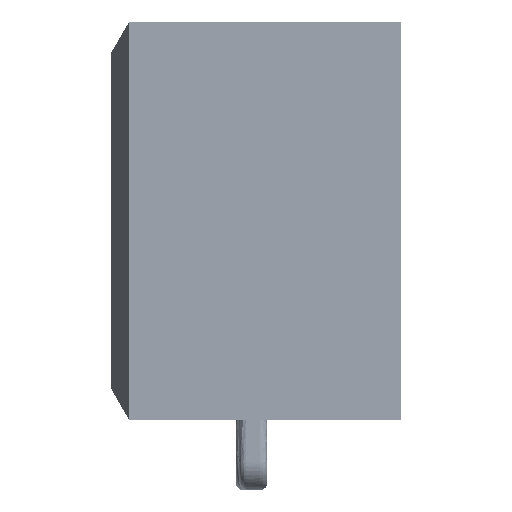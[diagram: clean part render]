
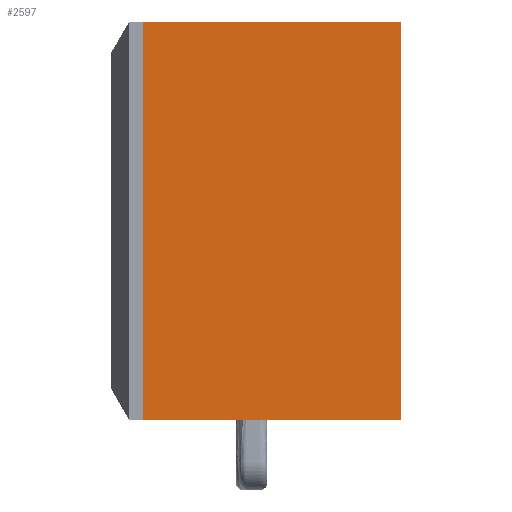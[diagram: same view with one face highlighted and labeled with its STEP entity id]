
A CAD part, left-side view. The second image highlights one B-rep face of the part: STEP entity #2597.
In plain terms, the highlighted free-form (B-spline) face has degree [1, 1] with [2, 2] control points.
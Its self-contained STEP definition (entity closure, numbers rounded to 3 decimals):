
#2597 = ADVANCED_FACE('',(#2598),#2628,.F.);
#2598 = FACE_BOUND('',#2599,.T.);
#2599 = EDGE_LOOP('',(#2600,#2609,#2616,#2623));
#2600 = ORIENTED_EDGE('',*,*,#2601,.T.);
#2601 = EDGE_CURVE('',#2602,#2604,#2606,.T.);
#2602 = VERTEX_POINT('',#2603);
#2603 = CARTESIAN_POINT('',(0.,0.,0.));
#2604 = VERTEX_POINT('',#2605);
#2605 = CARTESIAN_POINT('',(0.,0.,39.057));
#2606 = B_SPLINE_CURVE_WITH_KNOTS('',1,(#2607,#2608),.UNSPECIFIED.,.F.,
  .F.,(2,2),(-29.718,0.),.PIECEWISE_BEZIER_KNOTS.);
#2607 = CARTESIAN_POINT('',(0.,0.,0.));
#2608 = CARTESIAN_POINT('',(0.,0.,39.057));
#2609 = ORIENTED_EDGE('',*,*,#2610,.F.);
#2610 = EDGE_CURVE('',#2611,#2604,#2613,.T.);
#2611 = VERTEX_POINT('',#2612);
#2612 = CARTESIAN_POINT('',(0.,25.37,39.057));
#2613 = B_SPLINE_CURVE_WITH_KNOTS('',1,(#2614,#2615),.UNSPECIFIED.,.F.,
  .F.,(2,2),(-0.,19.304),.PIECEWISE_BEZIER_KNOTS.);
#2614 = CARTESIAN_POINT('',(0.,25.37,39.057));
#2615 = CARTESIAN_POINT('',(0.,0.,39.057));
#2616 = ORIENTED_EDGE('',*,*,#2617,.F.);
#2617 = EDGE_CURVE('',#2618,#2611,#2620,.T.);
#2618 = VERTEX_POINT('',#2619);
#2619 = CARTESIAN_POINT('',(0.,25.37,0.));
#2620 = B_SPLINE_CURVE_WITH_KNOTS('',1,(#2621,#2622),.UNSPECIFIED.,.F.,
  .F.,(2,2),(-29.718,0.),.PIECEWISE_BEZIER_KNOTS.);
#2621 = CARTESIAN_POINT('',(0.,25.37,0.));
#2622 = CARTESIAN_POINT('',(0.,25.37,39.057));
#2623 = ORIENTED_EDGE('',*,*,#2624,.T.);
#2624 = EDGE_CURVE('',#2618,#2602,#2625,.T.);
#2625 = B_SPLINE_CURVE_WITH_KNOTS('',1,(#2626,#2627),.UNSPECIFIED.,.F.,
  .F.,(2,2),(-0.,19.304),.PIECEWISE_BEZIER_KNOTS.);
#2626 = CARTESIAN_POINT('',(0.,25.37,0.));
#2627 = CARTESIAN_POINT('',(0.,0.,0.));
#2628 = B_SPLINE_SURFACE_WITH_KNOTS('',1,1,(
    (#2629,#2630)
    ,(#2631,#2632
    )),.UNSPECIFIED.,.F.,.F.,.F.,(2,2),(2,2),(0.,29.718),(-19.304,0.),
  .PIECEWISE_BEZIER_KNOTS.);
#2629 = CARTESIAN_POINT('',(0.,0.,39.057));
#2630 = CARTESIAN_POINT('',(0.,25.37,39.057));
#2631 = CARTESIAN_POINT('',(0.,0.,0.));
#2632 = CARTESIAN_POINT('',(0.,25.37,0.));
